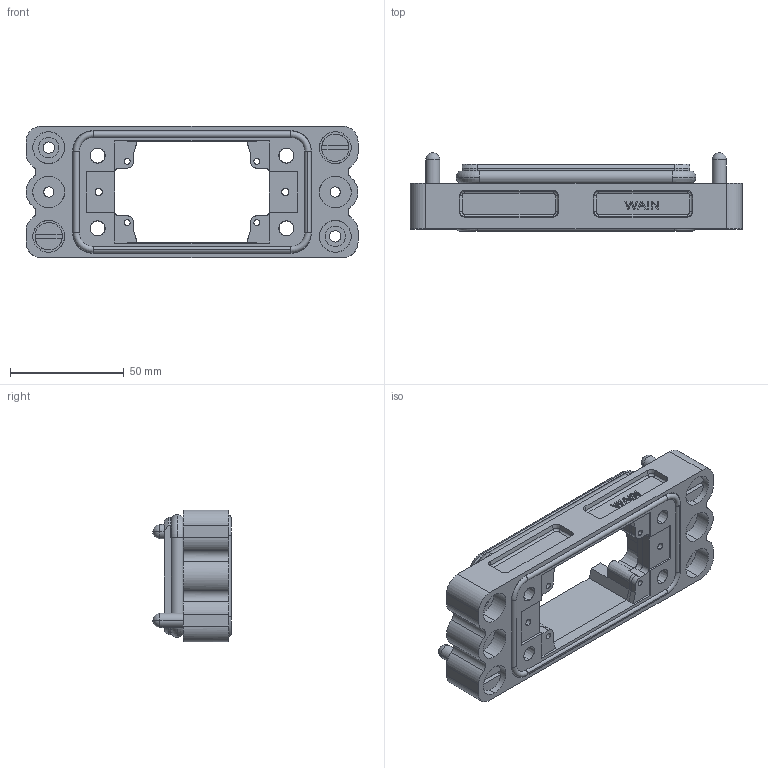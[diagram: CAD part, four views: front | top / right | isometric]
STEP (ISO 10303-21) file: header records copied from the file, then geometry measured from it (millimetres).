
FILE_DESCRIPTION(/* description */ (''),/* implementation_level */ '2;1');
FILE_NAME(/* name */ '3D_1136103301001_HP10B_H-BK-4H_V1.1_stp.stp',/* time_stamp */ '2024-01-15T16:40:12+08:00',/* author */ (''),/* organization */ (''),/* preprocessor_version */ 'ST-DEVELOPER v18.1',/* originating_system */ 'SIEMENS PLM Software NX 1980',/* authorisation */ '');
FILE_SCHEMA (('AP203_CONFIGURATION_CONTROLLED_3D_DESIGN_OF_MECHANICAL_PARTS_AND_ASSEMBLIES_MIM_LF { 1 0 10303 403 2 1 2}'));
Length unit declared in the file: millimetre
Products named in the file (1): temp2
Bounding box: 146 x 34.5 x 58 mm (x, y, z)
Volume: 92778.5 mm3; surface area: 38497.3 mm2
Topology: 11 solids, 13 shells, 543 faces, 1476 edges, 984 vertices
Faces by surface type: plane 294, cylinder 148, cone 49, torus 32, extrusion 16, sphere 4
Full cylindrical faces by diameter (mm): 2.6 x3
Entity records: 18600 total; most frequent: CARTESIAN_POINT 5356, ORIENTED_EDGE 2942, DIRECTION 2327, EDGE_CURVE 1471, VERTEX_POINT 987, AXIS2_PLACEMENT_3D 788, VECTOR 751, LINE 735
